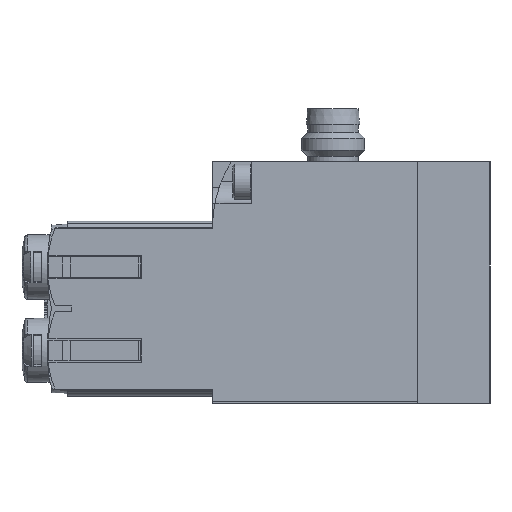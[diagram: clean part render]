
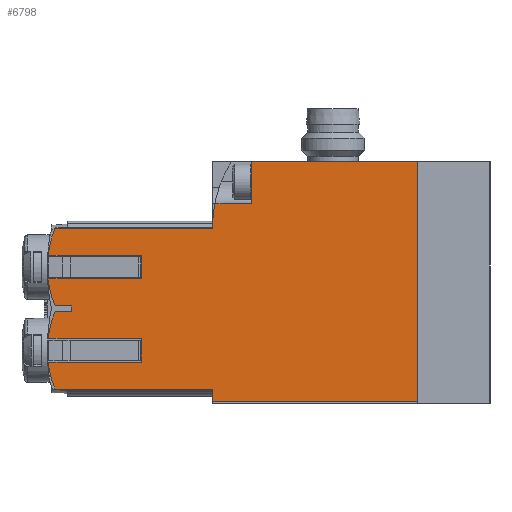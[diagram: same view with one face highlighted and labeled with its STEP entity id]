
A CAD part, left-side view. The second image highlights one B-rep face of the part: STEP entity #6798.
In plain terms, the highlighted planar face has unit normal (-1, 0, 0).
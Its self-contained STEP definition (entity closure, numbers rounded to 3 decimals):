
#170=LINE('',#10806,#699);
#182=LINE('',#10829,#711);
#183=LINE('',#10831,#712);
#184=LINE('',#10835,#713);
#185=LINE('',#10837,#714);
#186=LINE('',#10839,#715);
#187=LINE('',#10843,#716);
#188=LINE('',#10845,#717);
#189=LINE('',#10847,#718);
#190=LINE('',#10851,#719);
#191=LINE('',#10853,#720);
#192=LINE('',#10855,#721);
#193=LINE('',#10859,#722);
#194=LINE('',#10861,#723);
#195=LINE('',#10863,#724);
#196=LINE('',#10865,#725);
#197=LINE('',#10866,#726);
#699=VECTOR('',#8464,1000.);
#711=VECTOR('',#8480,1000.);
#712=VECTOR('',#8481,1000.);
#713=VECTOR('',#8484,1000.);
#714=VECTOR('',#8485,1000.);
#715=VECTOR('',#8486,1000.);
#716=VECTOR('',#8489,1000.);
#717=VECTOR('',#8490,1000.);
#718=VECTOR('',#8491,1000.);
#719=VECTOR('',#8494,1000.);
#720=VECTOR('',#8495,1000.);
#721=VECTOR('',#8496,1000.);
#722=VECTOR('',#8499,1000.);
#723=VECTOR('',#8500,1000.);
#724=VECTOR('',#8501,1000.);
#725=VECTOR('',#8502,1000.);
#726=VECTOR('',#8503,1000.);
#1195=PLANE('',#7404);
#1576=CIRCLE('',#7399,16.);
#1579=CIRCLE('',#7405,12.5);
#1580=CIRCLE('',#7406,12.5);
#1581=CIRCLE('',#7407,12.5);
#1582=CIRCLE('',#7408,12.5);
#2176=ORIENTED_EDGE('',*,*,#3830,.F.);
#2177=ORIENTED_EDGE('',*,*,#3809,.F.);
#2178=ORIENTED_EDGE('',*,*,#3831,.F.);
#2179=ORIENTED_EDGE('',*,*,#3832,.F.);
#2180=ORIENTED_EDGE('',*,*,#3833,.F.);
#2181=ORIENTED_EDGE('',*,*,#3834,.F.);
#2182=ORIENTED_EDGE('',*,*,#3835,.F.);
#2183=ORIENTED_EDGE('',*,*,#3836,.F.);
#2184=ORIENTED_EDGE('',*,*,#3837,.F.);
#2185=ORIENTED_EDGE('',*,*,#3838,.F.);
#2186=ORIENTED_EDGE('',*,*,#3839,.F.);
#2187=ORIENTED_EDGE('',*,*,#3840,.F.);
#2188=ORIENTED_EDGE('',*,*,#3841,.F.);
#2189=ORIENTED_EDGE('',*,*,#3842,.F.);
#2190=ORIENTED_EDGE('',*,*,#3843,.F.);
#2191=ORIENTED_EDGE('',*,*,#3844,.F.);
#2192=ORIENTED_EDGE('',*,*,#3845,.F.);
#2193=ORIENTED_EDGE('',*,*,#3846,.F.);
#2194=ORIENTED_EDGE('',*,*,#3847,.F.);
#2195=ORIENTED_EDGE('',*,*,#3848,.F.);
#2196=ORIENTED_EDGE('',*,*,#3818,.F.);
#2197=ORIENTED_EDGE('',*,*,#3849,.F.);
#3809=EDGE_CURVE('',#4707,#4708,#1576,.T.);
#3818=EDGE_CURVE('',#4715,#4716,#170,.T.);
#3830=EDGE_CURVE('',#4708,#4725,#182,.T.);
#3831=EDGE_CURVE('',#4726,#4707,#183,.T.);
#3832=EDGE_CURVE('',#4727,#4726,#1579,.T.);
#3833=EDGE_CURVE('',#4728,#4727,#184,.T.);
#3834=EDGE_CURVE('',#4729,#4728,#185,.T.);
#3835=EDGE_CURVE('',#4730,#4729,#186,.T.);
#3836=EDGE_CURVE('',#4731,#4730,#1580,.T.);
#3837=EDGE_CURVE('',#4732,#4731,#187,.T.);
#3838=EDGE_CURVE('',#4733,#4732,#188,.T.);
#3839=EDGE_CURVE('',#4734,#4733,#189,.T.);
#3840=EDGE_CURVE('',#4735,#4734,#1581,.T.);
#3841=EDGE_CURVE('',#4736,#4735,#190,.T.);
#3842=EDGE_CURVE('',#4737,#4736,#191,.T.);
#3843=EDGE_CURVE('',#4738,#4737,#192,.T.);
#3844=EDGE_CURVE('',#4739,#4738,#1582,.T.);
#3845=EDGE_CURVE('',#4740,#4739,#193,.T.);
#3846=EDGE_CURVE('',#4741,#4740,#194,.T.);
#3847=EDGE_CURVE('',#4742,#4741,#195,.T.);
#3848=EDGE_CURVE('',#4716,#4742,#196,.T.);
#3849=EDGE_CURVE('',#4725,#4715,#197,.T.);
#4707=VERTEX_POINT('',#10783);
#4708=VERTEX_POINT('',#10785);
#4715=VERTEX_POINT('',#10805);
#4716=VERTEX_POINT('',#10807);
#4725=VERTEX_POINT('',#10830);
#4726=VERTEX_POINT('',#10832);
#4727=VERTEX_POINT('',#10834);
#4728=VERTEX_POINT('',#10836);
#4729=VERTEX_POINT('',#10838);
#4730=VERTEX_POINT('',#10840);
#4731=VERTEX_POINT('',#10842);
#4732=VERTEX_POINT('',#10844);
#4733=VERTEX_POINT('',#10846);
#4734=VERTEX_POINT('',#10848);
#4735=VERTEX_POINT('',#10850);
#4736=VERTEX_POINT('',#10852);
#4737=VERTEX_POINT('',#10854);
#4738=VERTEX_POINT('',#10856);
#4739=VERTEX_POINT('',#10858);
#4740=VERTEX_POINT('',#10860);
#4741=VERTEX_POINT('',#10862);
#4742=VERTEX_POINT('',#10864);
#5494=EDGE_LOOP('',(#2176,#2177,#2178,#2179,#2180,#2181,#2182,#2183,#2184,
#2185,#2186,#2187,#2188,#2189,#2190,#2191,#2192,#2193,#2194,#2195,#2196,
#2197));
#6152=FACE_BOUND('',#5494,.T.);
#6798=ADVANCED_FACE('',(#6152),#1195,.F.);
#7399=AXIS2_PLACEMENT_3D('',#10784,#8451,#8452);
#7404=AXIS2_PLACEMENT_3D('',#10828,#8478,#8479);
#7405=AXIS2_PLACEMENT_3D('',#10833,#8482,#8483);
#7406=AXIS2_PLACEMENT_3D('',#10841,#8487,#8488);
#7407=AXIS2_PLACEMENT_3D('',#10849,#8492,#8493);
#7408=AXIS2_PLACEMENT_3D('',#10857,#8497,#8498);
#8451=DIRECTION('',(1.,0.,0.));
#8452=DIRECTION('',(0.,0.,-1.));
#8464=DIRECTION('',(0.,-1.,0.));
#8478=DIRECTION('',(1.,0.,0.));
#8479=DIRECTION('',(0.,0.,-1.));
#8480=DIRECTION('',(0.,-1.,0.));
#8481=DIRECTION('',(0.,-1.,0.));
#8482=DIRECTION('',(1.,0.,0.));
#8483=DIRECTION('',(0.,0.,-1.));
#8484=DIRECTION('',(0.,1.,0.));
#8485=DIRECTION('',(0.,0.,1.));
#8486=DIRECTION('',(0.,-1.,0.));
#8487=DIRECTION('',(1.,0.,0.));
#8488=DIRECTION('',(0.,0.,-1.));
#8489=DIRECTION('',(0.,1.,0.));
#8490=DIRECTION('',(0.,0.,1.));
#8491=DIRECTION('',(0.,-1.,0.));
#8492=DIRECTION('',(1.,0.,0.));
#8493=DIRECTION('',(0.,0.,-1.));
#8494=DIRECTION('',(0.,1.,0.));
#8495=DIRECTION('',(0.,0.,1.));
#8496=DIRECTION('',(0.,-1.,0.));
#8497=DIRECTION('',(1.,0.,0.));
#8498=DIRECTION('',(0.,0.,-1.));
#8499=DIRECTION('',(0.,1.,0.));
#8500=DIRECTION('',(0.,0.,1.));
#8501=DIRECTION('',(0.,1.,0.));
#8502=DIRECTION('',(0.,0.,-1.));
#8503=DIRECTION('',(0.,0.,1.));
#10783=CARTESIAN_POINT('',(0.,25.9,6.7));
#10784=CARTESIAN_POINT('',(0.,9.9,6.704));
#10785=CARTESIAN_POINT('',(0.,25.598,9.8));
#10805=CARTESIAN_POINT('',(0.,21.,15.1));
#10806=CARTESIAN_POINT('',(0.,23.52,15.1));
#10807=CARTESIAN_POINT('',(0.,0.,15.1));
#10828=CARTESIAN_POINT('',(0.,9.9,6.704));
#10829=CARTESIAN_POINT('',(0.,9.9,9.8));
#10830=CARTESIAN_POINT('',(0.,21.,9.8));
#10831=CARTESIAN_POINT('',(0.,45.75,6.7));
#10832=CARTESIAN_POINT('',(0.,45.75,6.7));
#10833=CARTESIAN_POINT('',(0.,34.25,1.8));
#10834=CARTESIAN_POINT('',(0.,46.66,3.3));
#10835=CARTESIAN_POINT('',(0.,34.9,3.3));
#10836=CARTESIAN_POINT('',(0.,34.9,3.3));
#10837=CARTESIAN_POINT('',(0.,34.9,0.3));
#10838=CARTESIAN_POINT('',(0.,34.9,0.3));
#10839=CARTESIAN_POINT('',(0.,46.66,0.3));
#10840=CARTESIAN_POINT('',(0.,46.66,0.3));
#10841=CARTESIAN_POINT('',(0.,34.25,1.8));
#10842=CARTESIAN_POINT('',(0.,45.75,-3.1));
#10843=CARTESIAN_POINT('',(0.,43.72,-3.1));
#10844=CARTESIAN_POINT('',(0.,43.72,-3.1));
#10845=CARTESIAN_POINT('',(0.,43.72,-3.8));
#10846=CARTESIAN_POINT('',(0.,43.72,-3.8));
#10847=CARTESIAN_POINT('',(0.,45.75,-3.8));
#10848=CARTESIAN_POINT('',(0.,45.75,-3.8));
#10849=CARTESIAN_POINT('',(0.,34.25,-8.7));
#10850=CARTESIAN_POINT('',(0.,46.66,-7.2));
#10851=CARTESIAN_POINT('',(0.,34.9,-7.2));
#10852=CARTESIAN_POINT('',(0.,34.9,-7.2));
#10853=CARTESIAN_POINT('',(0.,34.9,-10.2));
#10854=CARTESIAN_POINT('',(0.,34.9,-10.2));
#10855=CARTESIAN_POINT('',(0.,46.66,-10.2));
#10856=CARTESIAN_POINT('',(0.,46.66,-10.2));
#10857=CARTESIAN_POINT('',(0.,34.25,-8.7));
#10858=CARTESIAN_POINT('',(0.,45.75,-13.6));
#10859=CARTESIAN_POINT('',(0.,25.9,-13.6));
#10860=CARTESIAN_POINT('',(0.,25.9,-13.6));
#10861=CARTESIAN_POINT('',(0.,25.9,-15.1));
#10862=CARTESIAN_POINT('',(0.,25.9,-15.1));
#10863=CARTESIAN_POINT('',(0.,0.,-15.1));
#10864=CARTESIAN_POINT('',(0.,0.,-15.1));
#10865=CARTESIAN_POINT('',(0.,0.,15.1));
#10866=CARTESIAN_POINT('',(0.,21.,6.704));
